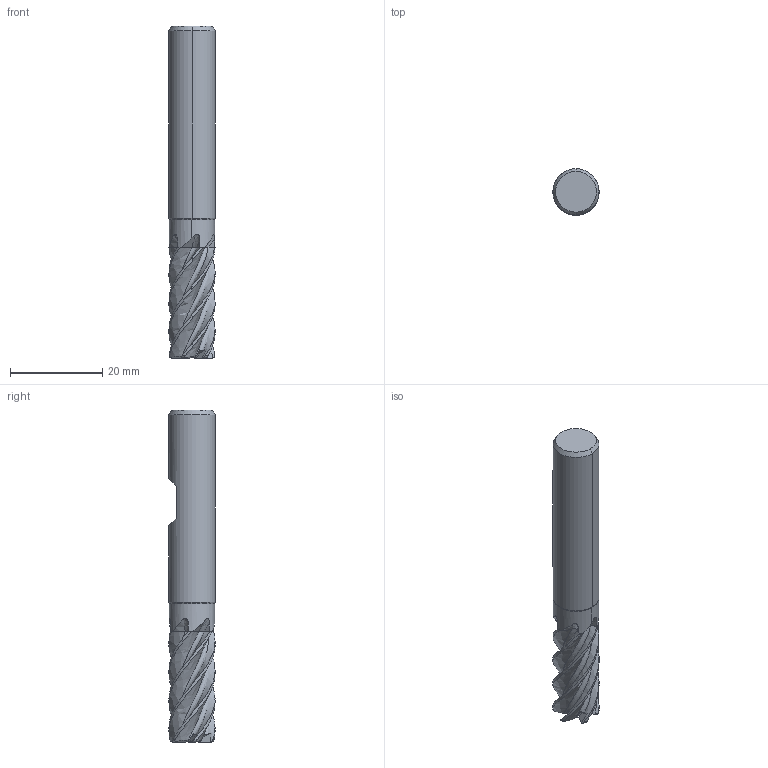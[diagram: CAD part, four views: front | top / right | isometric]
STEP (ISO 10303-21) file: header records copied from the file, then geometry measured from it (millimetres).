
FILE_DESCRIPTION(('no description'),'unknown implementation level');
FILE_NAME('EXM1-M03-0104-10_0_5-Detail.stp',' ',('CIMSOURCE GmbH'),('CADClick - KiM GmbH - www.kimweb.de'),'unknown preprocess','ACIS','unknown authorization');
FILE_SCHEMA(('automotive_design'));
Length unit declared in the file: millimetre
Products named in the file (2): NOCUT; CUT
Bounding box: 10 x 10 x 72 mm (x, y, z)
Volume: 4728.9 mm3; surface area: 3452.4 mm2
Topology: 2 solids, 2 shells, 179 faces, 515 edges, 338 vertices
Faces by surface type: plane 77, bspline 48, cone 22, revolution 18, cylinder 8, torus 6
Entity records: 29415 total; most frequent: CARTESIAN_POINT 19482, STYLED_ITEM 1034, PRESENTATION_STYLE_ASSIGNMENT 1034, COLOUR_RGB 1034, ORIENTED_EDGE 1030, DIRECTION 667, EDGE_CURVE 515, CURVE_STYLE 515
